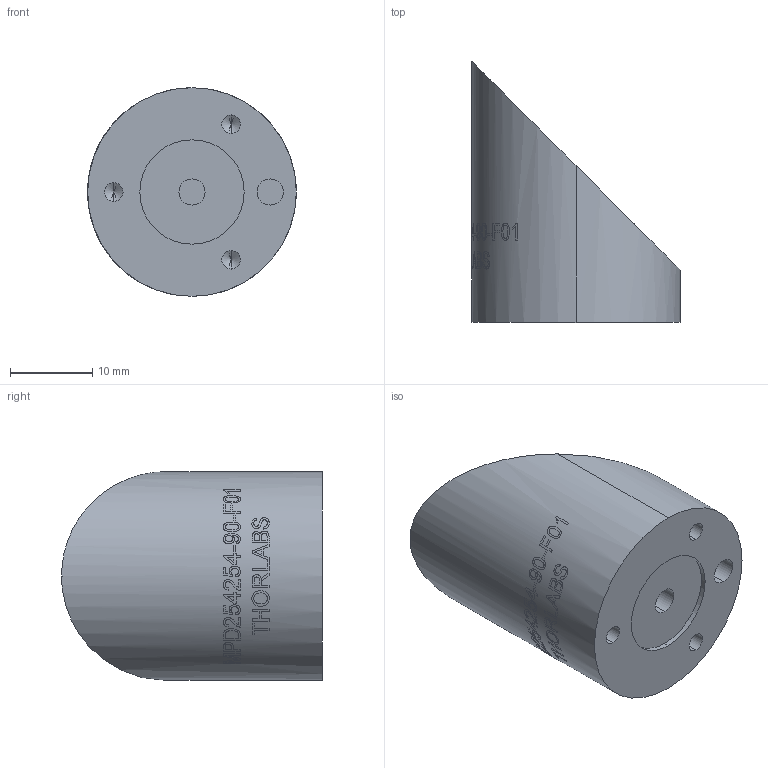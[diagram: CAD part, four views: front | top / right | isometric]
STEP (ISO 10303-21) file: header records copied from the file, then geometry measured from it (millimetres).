
FILE_DESCRIPTION (( 'STEP AP203' ), '1' );
FILE_NAME ('24688-E0W.STEP', '2013-02-22T21:12:45', ( 'Admin' ), ( '' ), 'SwSTEP 2.0', 'SolidWorks 2012', '' );
FILE_SCHEMA (( 'CONFIG_CONTROL_DESIGN' ));
Length unit declared in the file: millimetre
Products named in the file (1): 24688-E0W
Bounding box: 25.4 x 31.75 x 25.4 mm (x, y, z)
Volume: 9044.5 mm3; surface area: 2967.4 mm2
Topology: 1 solids, 1 shells, 62 faces, 346 edges, 322 vertices
Faces by surface type: cylinder 50, cone 6, plane 4, bspline 2
Entity records: 6746 total; most frequent: CARTESIAN_POINT 4009, ORIENTED_EDGE 680, DIRECTION 404, EDGE_CURVE 340, VERTEX_POINT 322, AXIS2_PLACEMENT_3D 164, B_SPLINE_CURVE_WITH_KNOTS 161, EDGE_LOOP 104
